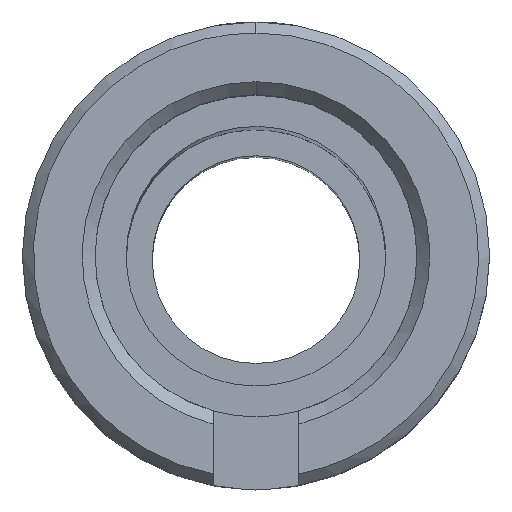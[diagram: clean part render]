
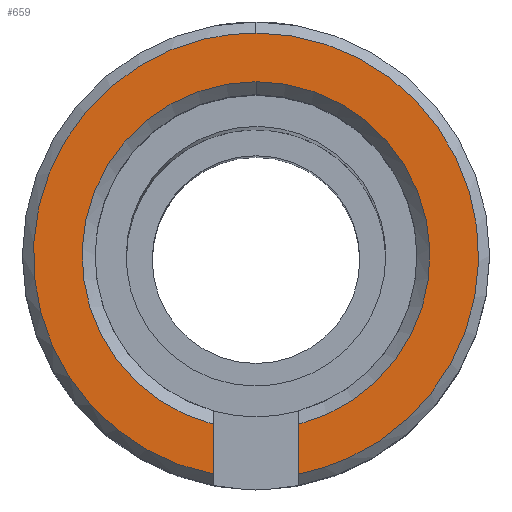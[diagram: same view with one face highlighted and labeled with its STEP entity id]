
A CAD part, top view. The second image highlights one B-rep face of the part: STEP entity #659.
In plain terms, the highlighted planar face has unit normal (0, 0, 1).
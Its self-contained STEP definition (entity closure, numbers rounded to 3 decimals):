
#565=CARTESIAN_POINT('Axis2P3D Location',(0.,0.,12.5)) ;
#570=CARTESIAN_POINT('Axis2P3D Location',(0.,0.,12.5)) ;
#574=CARTESIAN_POINT('Vertex',(0.,6.7,12.5)) ;
#576=CARTESIAN_POINT('Vertex',(-1.65,-6.494,12.5)) ;
#579=CARTESIAN_POINT('Axis2P3D Location',(0.,0.,12.5)) ;
#583=CARTESIAN_POINT('Vertex',(1.65,-6.494,12.5)) ;
#586=CARTESIAN_POINT('Line Origine',(1.65,-7.454,12.5)) ;
#590=CARTESIAN_POINT('Vertex',(1.65,-8.415,12.5)) ;
#594=CARTESIAN_POINT('Control Point',(0.,8.575,12.5)) ;
#595=CARTESIAN_POINT('Control Point',(0.109,8.575,12.5)) ;
#596=CARTESIAN_POINT('Control Point',(0.217,8.573,12.5)) ;
#597=CARTESIAN_POINT('Control Point',(0.326,8.57,12.5)) ;
#598=CARTESIAN_POINT('Control Point',(1.295,8.524,12.5)) ;
#599=CARTESIAN_POINT('Control Point',(2.254,8.341,12.5)) ;
#600=CARTESIAN_POINT('Control Point',(3.082,8.072,12.5)) ;
#601=CARTESIAN_POINT('Control Point',(4.651,7.332,12.5)) ;
#602=CARTESIAN_POINT('Control Point',(5.989,6.228,12.5)) ;
#603=CARTESIAN_POINT('Control Point',(6.585,5.594,12.5)) ;
#604=CARTESIAN_POINT('Control Point',(7.605,4.19,12.5)) ;
#605=CARTESIAN_POINT('Control Point',(8.247,2.579,12.5)) ;
#606=CARTESIAN_POINT('Control Point',(8.464,1.736,12.5)) ;
#607=CARTESIAN_POINT('Control Point',(8.683,0.015,12.5)) ;
#608=CARTESIAN_POINT('Control Point',(8.47,-1.707,12.5)) ;
#609=CARTESIAN_POINT('Control Point',(8.255,-2.55,12.5)) ;
#610=CARTESIAN_POINT('Control Point',(7.619,-4.164,12.5)) ;
#611=CARTESIAN_POINT('Control Point',(6.604,-5.571,12.5)) ;
#612=CARTESIAN_POINT('Control Point',(6.011,-6.207,12.5)) ;
#613=CARTESIAN_POINT('Control Point',(4.845,-7.176,12.5)) ;
#614=CARTESIAN_POINT('Control Point',(3.502,-7.867,12.5)) ;
#615=CARTESIAN_POINT('Control Point',(2.901,-8.108,12.5)) ;
#616=CARTESIAN_POINT('Control Point',(2.281,-8.291,12.5)) ;
#617=CARTESIAN_POINT('Control Point',(1.65,-8.415,12.5)) ;
#618=CARTESIAN_POINT('Vertex',(0.,8.575,12.5)) ;
#622=CARTESIAN_POINT('Control Point',(-1.65,-8.415,12.5)) ;
#623=CARTESIAN_POINT('Control Point',(-2.495,-8.249,12.5)) ;
#624=CARTESIAN_POINT('Control Point',(-3.319,-7.978,12.5)) ;
#625=CARTESIAN_POINT('Control Point',(-4.104,-7.603,12.5)) ;
#626=CARTESIAN_POINT('Control Point',(-5.564,-6.666,12.5)) ;
#627=CARTESIAN_POINT('Control Point',(-6.747,-5.397,12.5)) ;
#628=CARTESIAN_POINT('Control Point',(-7.256,-4.691,12.5)) ;
#629=CARTESIAN_POINT('Control Point',(-8.085,-3.167,12.5)) ;
#630=CARTESIAN_POINT('Control Point',(-8.512,-1.486,12.5)) ;
#631=CARTESIAN_POINT('Control Point',(-8.618,-0.622,12.5)) ;
#632=CARTESIAN_POINT('Control Point',(-8.611,1.113,12.5)) ;
#633=CARTESIAN_POINT('Control Point',(-8.177,2.792,12.5)) ;
#634=CARTESIAN_POINT('Control Point',(-7.854,3.6,12.5)) ;
#635=CARTESIAN_POINT('Control Point',(-7.014,5.118,12.5)) ;
#636=CARTESIAN_POINT('Control Point',(-5.825,6.382,12.5)) ;
#637=CARTESIAN_POINT('Control Point',(-5.154,6.935,12.5)) ;
#638=CARTESIAN_POINT('Control Point',(-3.779,7.803,12.5)) ;
#639=CARTESIAN_POINT('Control Point',(-2.244,8.328,12.5)) ;
#640=CARTESIAN_POINT('Control Point',(-1.504,8.493,12.5)) ;
#641=CARTESIAN_POINT('Control Point',(-0.752,8.575,12.5)) ;
#642=CARTESIAN_POINT('Control Point',(0.,8.575,12.5)) ;
#643=CARTESIAN_POINT('Vertex',(-1.65,-8.415,12.5)) ;
#646=CARTESIAN_POINT('Line Origine',(-1.65,-7.454,12.5)) ;
#566=DIRECTION('Axis2P3D Direction',(0.,0.,1.)) ;
#567=DIRECTION('Axis2P3D XDirection',(1.,0.,0.)) ;
#571=DIRECTION('Axis2P3D Direction',(0.,0.,1.)) ;
#580=DIRECTION('Axis2P3D Direction',(0.,0.,1.)) ;
#587=DIRECTION('Vector Direction',(0.,-1.,0.)) ;
#647=DIRECTION('Vector Direction',(0.,1.,0.)) ;
#568=AXIS2_PLACEMENT_3D('Plane Axis2P3D',#565,#566,#567) ;
#572=AXIS2_PLACEMENT_3D('Circle Axis2P3D',#570,#571,$) ;
#581=AXIS2_PLACEMENT_3D('Circle Axis2P3D',#579,#580,$) ;
#652=ORIENTED_EDGE('',*,*,#578,.F.) ;
#653=ORIENTED_EDGE('',*,*,#585,.F.) ;
#654=ORIENTED_EDGE('',*,*,#592,.T.) ;
#655=ORIENTED_EDGE('',*,*,#620,.F.) ;
#656=ORIENTED_EDGE('',*,*,#645,.F.) ;
#657=ORIENTED_EDGE('',*,*,#650,.T.) ;
#588=VECTOR('Line Direction',#587,1.) ;
#648=VECTOR('Line Direction',#647,1.) ;
#659=ADVANCED_FACE('fut canon',(#658),#569,.T.) ;
#593=B_SPLINE_CURVE_WITH_KNOTS('',5,(#594,#595,#596,#597,#598,#599,#600,#601,#602,#603,#604,#605,#606,#607,#608,#609,#610,#611,#612,#613,#614,#615,#616,#617),.UNSPECIFIED.,.F.,.U.,(6,3,3,3,3,3,3,6),(35.749,36.518,42.604,48.69,54.777,60.863,66.949,71.498),.UNSPECIFIED.) ;
#621=B_SPLINE_CURVE_WITH_KNOTS('',5,(#622,#623,#624,#625,#626,#627,#628,#629,#630,#631,#632,#633,#634,#635,#636,#637,#638,#639,#640,#641,#642),.UNSPECIFIED.,.F.,.U.,(6,3,3,3,3,3,6),(0.,6.086,12.173,18.259,24.345,30.432,35.749),.UNSPECIFIED.) ;
#573=CIRCLE('generated circle',#572,6.7) ;
#582=CIRCLE('generated circle',#581,6.7) ;
#578=EDGE_CURVE('',#575,#577,#573,.T.) ;
#585=EDGE_CURVE('',#584,#575,#582,.T.) ;
#592=EDGE_CURVE('',#584,#591,#589,.T.) ;
#620=EDGE_CURVE('',#619,#591,#593,.T.) ;
#645=EDGE_CURVE('',#644,#619,#621,.T.) ;
#650=EDGE_CURVE('',#644,#577,#649,.T.) ;
#651=EDGE_LOOP('',(#652,#653,#654,#655,#656,#657)) ;
#658=FACE_OUTER_BOUND('',#651,.T.) ;
#589=LINE('Line',#586,#588) ;
#649=LINE('Line',#646,#648) ;
#569=PLANE('',#568) ;
#575=VERTEX_POINT('',#574) ;
#577=VERTEX_POINT('',#576) ;
#584=VERTEX_POINT('',#583) ;
#591=VERTEX_POINT('',#590) ;
#619=VERTEX_POINT('',#618) ;
#644=VERTEX_POINT('',#643) ;
